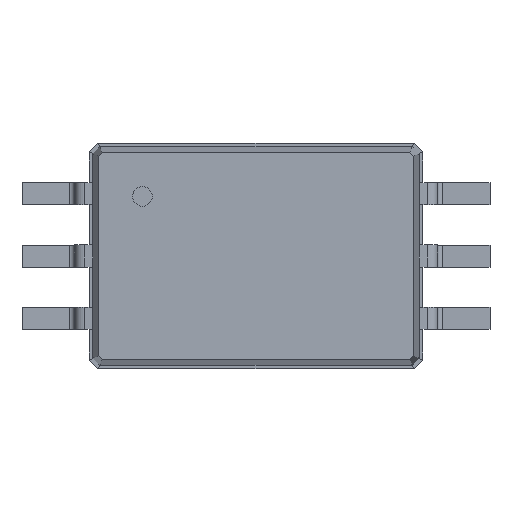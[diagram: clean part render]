
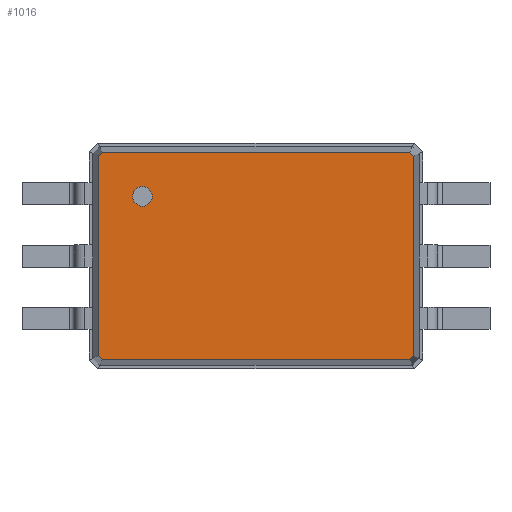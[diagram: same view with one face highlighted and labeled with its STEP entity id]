
A CAD part, top view. The second image highlights one B-rep face of the part: STEP entity #1016.
In plain terms, the highlighted planar face has unit normal (0, 0, 1).
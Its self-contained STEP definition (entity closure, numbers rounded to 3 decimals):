
#13=DIRECTION('',(0.,0.,1.));
#27=VECTOR('',#28,1.);
#28=DIRECTION('',(0.,-1.,0.));
#36=DIRECTION('',(0.,1.,0.));
#58=VECTOR('',#59,1.);
#59=DIRECTION('',(1.,0.,0.));
#83=DIRECTION('',(0.,0.,-1.));
#130=VECTOR('',#131,1.);
#131=DIRECTION('',(-1.,0.,0.));
#380=VECTOR('',#381,1.);
#381=DIRECTION('',(0.707,-0.707,0.));
#387=VECTOR('',#388,1.);
#388=DIRECTION('',(-0.707,-0.707,0.));
#399=VECTOR('',#400,1.);
#400=DIRECTION('',(-0.707,0.707,0.));
#406=VECTOR('',#36,1.);
#410=VECTOR('',#411,1.);
#411=DIRECTION('',(0.707,0.707,0.));
#572=VERTEX_POINT('',#573);
#573=CARTESIAN_POINT('',(3.214,-2.032,1.6));
#576=EDGE_CURVE('',#577,#572,#579,.T.);
#577=VERTEX_POINT('',#578);
#578=CARTESIAN_POINT('',(3.214,2.032,1.6));
#579=LINE('',#578,#27);
#1008=EDGE_CURVE('',#1009,#577,#1011,.T.);
#1009=VERTEX_POINT('',#1010);
#1010=CARTESIAN_POINT('',(3.132,2.114,1.6));
#1011=LINE('',#1010,#380);
#1016=ADVANCED_FACE('',(#1017,#1049),#1058,.F.);
#1017=FACE_BOUND('',#1018,.F.);
#1018=EDGE_LOOP('',(#1019,#1024,#1025,#1026,#1031,#1036,#1041,#1046));
#1019=ORIENTED_EDGE('',*,*,#1020,.T.);
#1020=EDGE_CURVE('',#1021,#1009,#1023,.T.);
#1021=VERTEX_POINT('',#1022);
#1022=CARTESIAN_POINT('',(-3.132,2.114,1.6));
#1023=LINE('',#1022,#58);
#1024=ORIENTED_EDGE('',*,*,#1008,.T.);
#1025=ORIENTED_EDGE('',*,*,#576,.T.);
#1026=ORIENTED_EDGE('',*,*,#1027,.T.);
#1027=EDGE_CURVE('',#572,#1028,#1030,.T.);
#1028=VERTEX_POINT('',#1029);
#1029=CARTESIAN_POINT('',(3.132,-2.114,1.6));
#1030=LINE('',#573,#387);
#1031=ORIENTED_EDGE('',*,*,#1032,.T.);
#1032=EDGE_CURVE('',#1028,#1033,#1035,.T.);
#1033=VERTEX_POINT('',#1034);
#1034=CARTESIAN_POINT('',(-3.132,-2.114,1.6));
#1035=LINE('',#1029,#130);
#1036=ORIENTED_EDGE('',*,*,#1037,.T.);
#1037=EDGE_CURVE('',#1033,#1038,#1040,.T.);
#1038=VERTEX_POINT('',#1039);
#1039=CARTESIAN_POINT('',(-3.214,-2.032,1.6));
#1040=LINE('',#1034,#399);
#1041=ORIENTED_EDGE('',*,*,#1042,.T.);
#1042=EDGE_CURVE('',#1038,#1043,#1045,.T.);
#1043=VERTEX_POINT('',#1044);
#1044=CARTESIAN_POINT('',(-3.214,2.032,1.6));
#1045=LINE('',#1039,#406);
#1046=ORIENTED_EDGE('',*,*,#1047,.T.);
#1047=EDGE_CURVE('',#1043,#1021,#1048,.T.);
#1048=LINE('',#1044,#410);
#1049=FACE_BOUND('',#1050,.F.);
#1050=EDGE_LOOP('',(#1051));
#1051=ORIENTED_EDGE('',*,*,#1052,.T.);
#1052=EDGE_CURVE('',#1053,#1053,#1055,.T.);
#1053=VERTEX_POINT('',#1054);
#1054=CARTESIAN_POINT('',(-2.314,1.014,1.6));
#1055=CIRCLE('',#1056,0.2);
#1056=AXIS2_PLACEMENT_3D('',#1057,#13,#28);
#1057=CARTESIAN_POINT('',(-2.314,1.214,1.6));
#1058=PLANE('',#1059);
#1059=AXIS2_PLACEMENT_3D('',#1022,#83,#1060);
#1060=DIRECTION('',(0.837,-0.547,0.));
